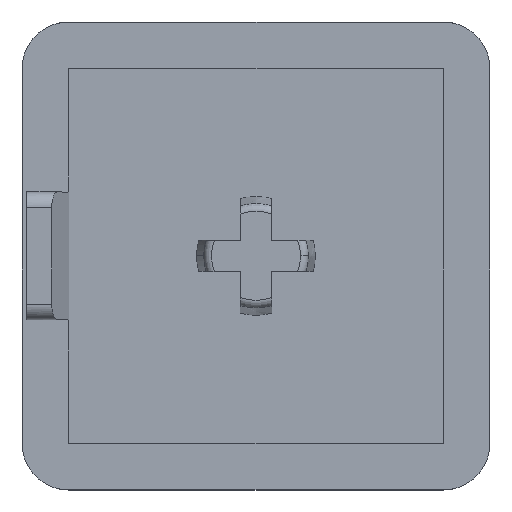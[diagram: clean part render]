
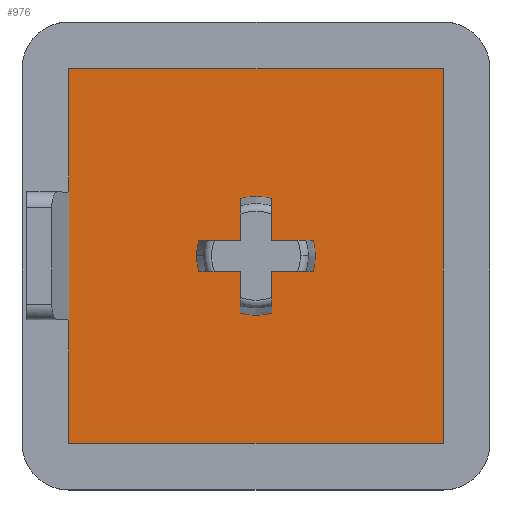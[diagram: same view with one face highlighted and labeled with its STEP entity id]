
A CAD part, top view. The second image highlights one B-rep face of the part: STEP entity #976.
In plain terms, the highlighted planar face has unit normal (0, 0, 1).
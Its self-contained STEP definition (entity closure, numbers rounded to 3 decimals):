
#14 = VECTOR ( 'NONE', #1467, 1000. ) ;
#19 = LINE ( 'NONE', #1472, #14 ) ;
#20 = EDGE_CURVE ( 'NONE', #539, #870, #1496, .T. ) ;
#22 = DIRECTION ( 'NONE',  ( 1., 0., 0. ) ) ;
#27 = EDGE_CURVE ( 'NONE', #890, #539, #224, .T. ) ;
#40 = EDGE_CURVE ( 'NONE', #867, #983, #195, .T. ) ;
#43 = AXIS2_PLACEMENT_3D ( 'NONE', #1344, #1213, #1072 ) ;
#59 = EDGE_CURVE ( 'NONE', #277, #867, #170, .T. ) ;
#60 = CARTESIAN_POINT ( 'NONE',  ( -3.666, -1., 3. ) ) ;
#63 = LINE ( 'NONE', #1603, #146 ) ;
#78 = CARTESIAN_POINT ( 'NONE',  ( -1., 3.666, 3. ) ) ;
#84 = CARTESIAN_POINT ( 'NONE',  ( -3.666, -1., 3. ) ) ;
#94 = DIRECTION ( 'NONE',  ( 0., -1., 0. ) ) ;
#104 = CARTESIAN_POINT ( 'NONE',  ( 12., -12., 3. ) ) ;
#106 = EDGE_CURVE ( 'NONE', #887, #277, #63, .T. ) ;
#114 = CARTESIAN_POINT ( 'NONE',  ( 1., -1., 3. ) ) ;
#117 = EDGE_CURVE ( 'NONE', #604, #887, #148, .T. ) ;
#121 = CIRCLE ( 'NONE', #903, 3.8 ) ;
#123 = VECTOR ( 'NONE', #1555, 1000. ) ;
#127 = VECTOR ( 'NONE', #1556, 1000. ) ;
#135 = EDGE_CURVE ( 'NONE', #1168, #604, #140, .T. ) ;
#140 = LINE ( 'NONE', #1566, #127 ) ;
#141 = LINE ( 'NONE', #1583, #123 ) ;
#146 = VECTOR ( 'NONE', #1596, 1000. ) ;
#148 = CIRCLE ( 'NONE', #1270, 3.8 ) ;
#151 = CARTESIAN_POINT ( 'NONE',  ( -12., -12., 3. ) ) ;
#161 = EDGE_CURVE ( 'NONE', #656, #1168, #141, .T. ) ;
#162 = VECTOR ( 'NONE', #1634, 1000. ) ;
#164 = CARTESIAN_POINT ( 'NONE',  ( -1., -3.666, 3. ) ) ;
#170 = LINE ( 'NONE', #1643, #162 ) ;
#173 = CARTESIAN_POINT ( 'NONE',  ( -12., 12., 3. ) ) ;
#176 = CARTESIAN_POINT ( 'NONE',  ( -3.666, 1., 3. ) ) ;
#185 = CARTESIAN_POINT ( 'NONE',  ( 1., 1., 3. ) ) ;
#187 = CARTESIAN_POINT ( 'NONE',  ( -1., -1., 3. ) ) ;
#189 = EDGE_CURVE ( 'NONE', #1297, #656, #121, .T. ) ;
#195 = CIRCLE ( 'NONE', #1080, 3.8 ) ;
#200 = VECTOR ( 'NONE', #22, 1000. ) ;
#205 = VECTOR ( 'NONE', #94, 1000. ) ;
#211 = VECTOR ( 'NONE', #252, 1000. ) ;
#223 = CARTESIAN_POINT ( 'NONE',  ( -12., 12., 3. ) ) ;
#224 = LINE ( 'NONE', #84, #200 ) ;
#225 = EDGE_CURVE ( 'NONE', #1110, #1297, #19, .T. ) ;
#236 = CIRCLE ( 'NONE', #498, 3.8 ) ;
#239 = LINE ( 'NONE', #114, #211 ) ;
#240 = VECTOR ( 'NONE', #692, 1000. ) ;
#244 = DIRECTION ( 'NONE',  ( 0., -1., 0. ) ) ;
#252 = DIRECTION ( 'NONE',  ( 0., 1., 0. ) ) ;
#260 = DIRECTION ( 'NONE',  ( -1., 0., 0. ) ) ;
#261 = VECTOR ( 'NONE', #260, 1000. ) ;
#262 = LINE ( 'NONE', #223, #261 ) ;
#266 = VECTOR ( 'NONE', #520, 1000. ) ;
#267 = LINE ( 'NONE', #380, #300 ) ;
#277 = VERTEX_POINT ( 'NONE', #1423 ) ;
#285 = LINE ( 'NONE', #672, #266 ) ;
#300 = VECTOR ( 'NONE', #244, 1000. ) ;
#359 = CARTESIAN_POINT ( 'NONE',  ( -3.8, 0., 3. ) ) ;
#371 = LINE ( 'NONE', #1276, #240 ) ;
#380 = CARTESIAN_POINT ( 'NONE',  ( -12., 12., 3. ) ) ;
#382 = CARTESIAN_POINT ( 'NONE',  ( 1., -3.666, 3. ) ) ;
#498 = AXIS2_PLACEMENT_3D ( 'NONE', #1414, #1399, #1269 ) ;
#520 = DIRECTION ( 'NONE',  ( 1., 0., 0. ) ) ;
#539 = VERTEX_POINT ( 'NONE', #1174 ) ;
#604 = VERTEX_POINT ( 'NONE', #1086 ) ;
#656 = VERTEX_POINT ( 'NONE', #1017 ) ;
#672 = CARTESIAN_POINT ( 'NONE',  ( -12., -12., 3. ) ) ;
#691 = CIRCLE ( 'NONE', #1163, 3.8 ) ;
#692 = DIRECTION ( 'NONE',  ( 0., 1., 0. ) ) ;
#715 = VERTEX_POINT ( 'NONE', #915 ) ;
#727 = DIRECTION ( 'NONE',  ( 1., 0., 0. ) ) ;
#830 = FACE_OUTER_BOUND ( 'NONE', #1023, .T. ) ;
#854 = FACE_BOUND ( 'NONE', #908, .T. ) ;
#867 = VERTEX_POINT ( 'NONE', #176 ) ;
#868 = VERTEX_POINT ( 'NONE', #173 ) ;
#870 = VERTEX_POINT ( 'NONE', #164 ) ;
#875 = DIRECTION ( 'NONE',  ( 0., 0., 1. ) ) ;
#877 = VERTEX_POINT ( 'NONE', #151 ) ;
#880 = VERTEX_POINT ( 'NONE', #104 ) ;
#882 = CARTESIAN_POINT ( 'NONE',  ( 0., 0., 3. ) ) ;
#887 = VERTEX_POINT ( 'NONE', #78 ) ;
#890 = VERTEX_POINT ( 'NONE', #60 ) ;
#903 = AXIS2_PLACEMENT_3D ( 'NONE', #1508, #1502, #1499 ) ;
#908 = EDGE_LOOP ( 'NONE', ( #1295, #1298, #1308, #1312, #1313, #1315, #1318, #1319, #1323, #1335, #1336, #1339, #1354 ) ) ;
#915 = CARTESIAN_POINT ( 'NONE',  ( 12., 12., 3. ) ) ;
#946 = CARTESIAN_POINT ( 'NONE',  ( 3.666, -1., 3. ) ) ;
#976 = ADVANCED_FACE ( 'NONE', ( #830, #854 ), #1558, .T. ) ;
#983 = VERTEX_POINT ( 'NONE', #359 ) ;
#1017 = CARTESIAN_POINT ( 'NONE',  ( 3.666, 1., 3. ) ) ;
#1023 = EDGE_LOOP ( 'NONE', ( #1262, #1277, #1280, #1282 ) ) ;
#1072 = DIRECTION ( 'NONE',  ( 1., 0., 0. ) ) ;
#1080 = AXIS2_PLACEMENT_3D ( 'NONE', #1652, #1651, #1650 ) ;
#1086 = CARTESIAN_POINT ( 'NONE',  ( 1., 3.666, 3. ) ) ;
#1110 = VERTEX_POINT ( 'NONE', #1434 ) ;
#1116 = EDGE_CURVE ( 'NONE', #983, #890, #691, .T. ) ;
#1163 = AXIS2_PLACEMENT_3D ( 'NONE', #882, #875, #727 ) ;
#1168 = VERTEX_POINT ( 'NONE', #185 ) ;
#1174 = CARTESIAN_POINT ( 'NONE',  ( -1., -1., 3. ) ) ;
#1213 = DIRECTION ( 'NONE',  ( 0., 0., 1. ) ) ;
#1262 = ORIENTED_EDGE ( 'NONE', *, *, #1564, .T. ) ;
#1269 = DIRECTION ( 'NONE',  ( 1., 0., 0. ) ) ;
#1270 = AXIS2_PLACEMENT_3D ( 'NONE', #1576, #1573, #1570 ) ;
#1276 = CARTESIAN_POINT ( 'NONE',  ( 12., 12., 3. ) ) ;
#1277 = ORIENTED_EDGE ( 'NONE', *, *, #1592, .T. ) ;
#1280 = ORIENTED_EDGE ( 'NONE', *, *, #1606, .T. ) ;
#1282 = ORIENTED_EDGE ( 'NONE', *, *, #1622, .T. ) ;
#1295 = ORIENTED_EDGE ( 'NONE', *, *, #1638, .F. ) ;
#1297 = VERTEX_POINT ( 'NONE', #946 ) ;
#1298 = ORIENTED_EDGE ( 'NONE', *, *, #1658, .F. ) ;
#1308 = ORIENTED_EDGE ( 'NONE', *, *, #20, .F. ) ;
#1312 = ORIENTED_EDGE ( 'NONE', *, *, #27, .F. ) ;
#1313 = ORIENTED_EDGE ( 'NONE', *, *, #1116, .F. ) ;
#1315 = ORIENTED_EDGE ( 'NONE', *, *, #40, .F. ) ;
#1318 = ORIENTED_EDGE ( 'NONE', *, *, #59, .F. ) ;
#1319 = ORIENTED_EDGE ( 'NONE', *, *, #106, .F. ) ;
#1323 = ORIENTED_EDGE ( 'NONE', *, *, #117, .F. ) ;
#1335 = ORIENTED_EDGE ( 'NONE', *, *, #135, .F. ) ;
#1336 = ORIENTED_EDGE ( 'NONE', *, *, #161, .F. ) ;
#1339 = ORIENTED_EDGE ( 'NONE', *, *, #189, .F. ) ;
#1344 = CARTESIAN_POINT ( 'NONE',  ( -12., -12., 3. ) ) ;
#1354 = ORIENTED_EDGE ( 'NONE', *, *, #225, .F. ) ;
#1399 = DIRECTION ( 'NONE',  ( 0., 0., 1. ) ) ;
#1404 = VERTEX_POINT ( 'NONE', #382 ) ;
#1414 = CARTESIAN_POINT ( 'NONE',  ( 0., 0., 3. ) ) ;
#1423 = CARTESIAN_POINT ( 'NONE',  ( -1., 1., 3. ) ) ;
#1434 = CARTESIAN_POINT ( 'NONE',  ( 1., -1., 3. ) ) ;
#1467 = DIRECTION ( 'NONE',  ( 1., 0., 0. ) ) ;
#1472 = CARTESIAN_POINT ( 'NONE',  ( 1., -1., 3. ) ) ;
#1496 = LINE ( 'NONE', #187, #205 ) ;
#1499 = DIRECTION ( 'NONE',  ( 1., 0., 0. ) ) ;
#1502 = DIRECTION ( 'NONE',  ( 0., 0., 1. ) ) ;
#1508 = CARTESIAN_POINT ( 'NONE',  ( 0., 0., 3. ) ) ;
#1555 = DIRECTION ( 'NONE',  ( -1., 0., 0. ) ) ;
#1556 = DIRECTION ( 'NONE',  ( 0., 1., 0. ) ) ;
#1558 = PLANE ( 'NONE',  #43 ) ;
#1564 = EDGE_CURVE ( 'NONE', #868, #877, #267, .T. ) ;
#1566 = CARTESIAN_POINT ( 'NONE',  ( 1., 3.666, 3. ) ) ;
#1570 = DIRECTION ( 'NONE',  ( 1., 0., 0. ) ) ;
#1573 = DIRECTION ( 'NONE',  ( 0., 0., 1. ) ) ;
#1576 = CARTESIAN_POINT ( 'NONE',  ( 0., 0., 3. ) ) ;
#1583 = CARTESIAN_POINT ( 'NONE',  ( 1., 1., 3. ) ) ;
#1592 = EDGE_CURVE ( 'NONE', #877, #880, #285, .T. ) ;
#1596 = DIRECTION ( 'NONE',  ( 0., -1., 0. ) ) ;
#1603 = CARTESIAN_POINT ( 'NONE',  ( -1., 3.666, 3. ) ) ;
#1606 = EDGE_CURVE ( 'NONE', #880, #715, #371, .T. ) ;
#1622 = EDGE_CURVE ( 'NONE', #715, #868, #262, .T. ) ;
#1634 = DIRECTION ( 'NONE',  ( -1., 0., 0. ) ) ;
#1638 = EDGE_CURVE ( 'NONE', #1404, #1110, #239, .T. ) ;
#1643 = CARTESIAN_POINT ( 'NONE',  ( -3.666, 1., 3. ) ) ;
#1650 = DIRECTION ( 'NONE',  ( 1., 0., 0. ) ) ;
#1651 = DIRECTION ( 'NONE',  ( 0., 0., 1. ) ) ;
#1652 = CARTESIAN_POINT ( 'NONE',  ( 0., 0., 3. ) ) ;
#1658 = EDGE_CURVE ( 'NONE', #870, #1404, #236, .T. ) ;
